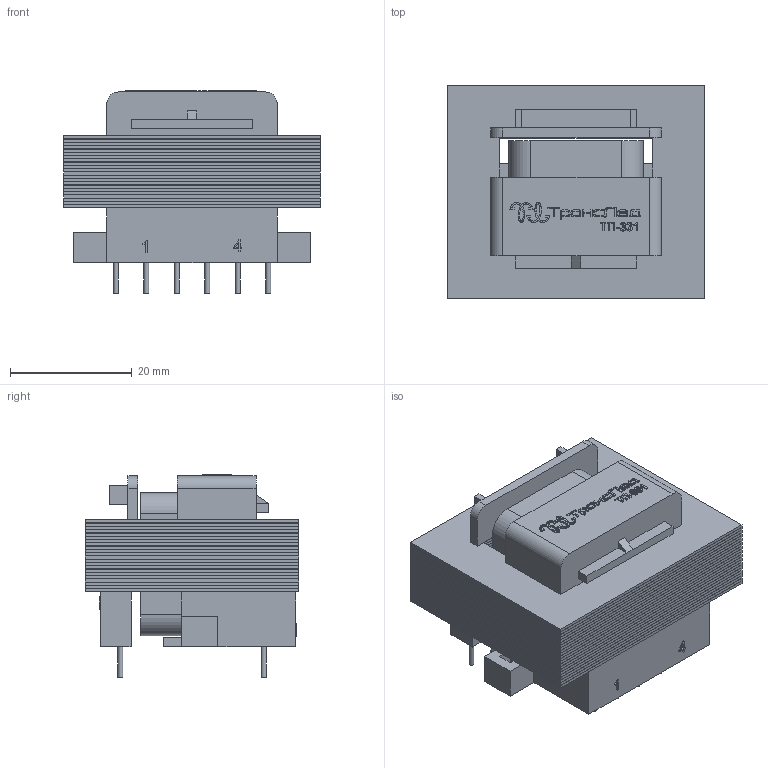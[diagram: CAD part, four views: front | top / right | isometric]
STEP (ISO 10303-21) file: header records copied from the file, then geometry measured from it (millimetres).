
FILE_DESCRIPTION(/* description */ (''),/* implementation_level */ '2;1');
FILE_NAME(/* name */ 'TP-331.step',/* time_stamp */ '2022-10-30T16:11:30+03:00',/* author */ (''),/* organization */ (''),/* preprocessor_version */ 'ST-DEVELOPER v19',/* originating_system */ 'Autodesk Translation Framework v11.7.0.108',/* authorisation */ '');
FILE_SCHEMA (('AUTOMOTIVE_DESIGN { 1 0 10303 214 3 1 1 }'));
Length unit declared in the file: millimetre
Products named in the file (1): (Unsaved)
Bounding box: 42 x 35 x 33.2 mm (x, y, z)
Volume: 24534 mm3; surface area: 58124.3 mm2
Topology: 59 solids, 59 shells, 923 faces, 2408 edges, 1604 vertices
Faces by surface type: plane 629, bspline 254, cylinder 40
Full cylindrical faces by diameter (mm): 0.8 x20
Entity records: 29810 total; most frequent: CARTESIAN_POINT 8306, ORIENTED_EDGE 4816, DIRECTION 3504, EDGE_CURVE 2408, LINE 1820, VECTOR 1820, VERTEX_POINT 1604, EDGE_LOOP 1008
